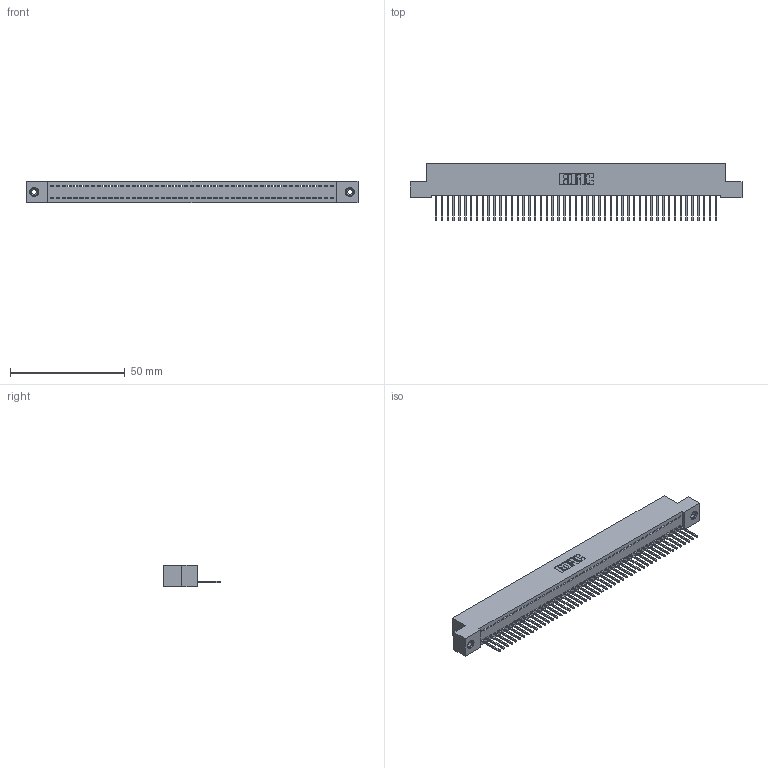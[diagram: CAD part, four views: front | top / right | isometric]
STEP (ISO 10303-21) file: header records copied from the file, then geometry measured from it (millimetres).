
FILE_DESCRIPTION (( 'STEP AP203' ), '1' );
FILE_NAME ('392-049-523-108.STEP', '2019-10-08T10:46:53', ( '' ), ( '' ), 'SwSTEP 2.0', 'SolidWorks 2016', '' );
FILE_SCHEMA (( 'CONFIG_CONTROL_DESIGN' ));
Length unit declared in the file: inch
Products named in the file (4): 345-292-001_345-293-123; 345-250-001_345-250-003-102; 392-049-523-108; 342 Part_TI
Assembly tree (52 placements, depth 2):
  392-049-523-108
    342 Part_TI
    345-292-001_345-293-123  x49
    345-250-001_345-250-003-102  x2
Bounding box: 144.78 x 25.15 x 9.4 mm (x, y, z)
Volume: 12695.5 mm3; surface area: 18837.9 mm2
Topology: 52 solids, 52 shells, 3012 faces, 9059 edges, 5966 vertices
Faces by surface type: plane 2156, cylinder 840, cone 12, torus 4
Entity records: 30122 total; most frequent: CARTESIAN_POINT 5176, ORIENTED_EDGE 5154, DIRECTION 4385, EDGE_CURVE 2577, VECTOR 2429, LINE 2429, VERTEX_POINT 1712, AXIS2_PLACEMENT_3D 978
